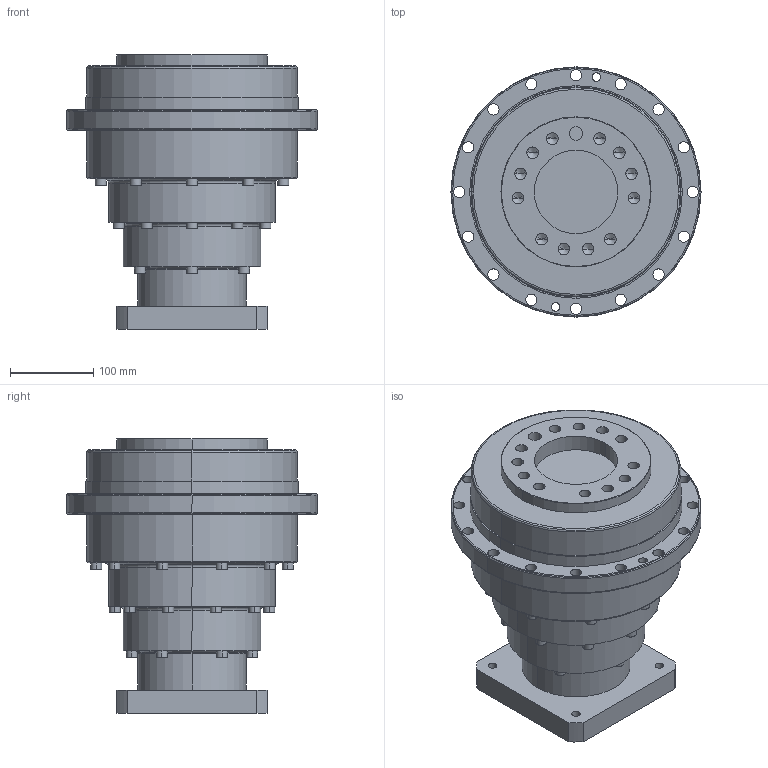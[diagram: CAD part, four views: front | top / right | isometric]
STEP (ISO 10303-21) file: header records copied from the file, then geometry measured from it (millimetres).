
FILE_DESCRIPTION((''),'2;1');
FILE_NAME('VRT255-L3-P2','2022-06-15T11:08:06',('Administrator'),(''),'CREO PARAMETRIC BY PTC INC, 2019010','CREO PARAMETRIC BY PTC INC, 2019010','');
FILE_SCHEMA(('CONFIG_CONTROL_DESIGN'));
Length unit declared in the file: millimetre
Products named in the file (1): VRT255-L3-P2
Bounding box: 300 x 300 x 329.7 mm (x, y, z)
Volume: 11259255.1 mm3; surface area: 500394.4 mm2
Topology: 1 solids, 1 shells, 658 faces, 1624 edges, 1018 vertices
Faces by surface type: plane 290, cylinder 182, torus 156, cone 30
Entity records: 19768 total; most frequent: DIRECTION 3618, CARTESIAN_POINT 3600, ORIENTED_EDGE 3200, EDGE_CURVE 1600, AXIS2_PLACEMENT_3D 1400, VERTEX_POINT 1018, VECTOR 818, LINE 818
